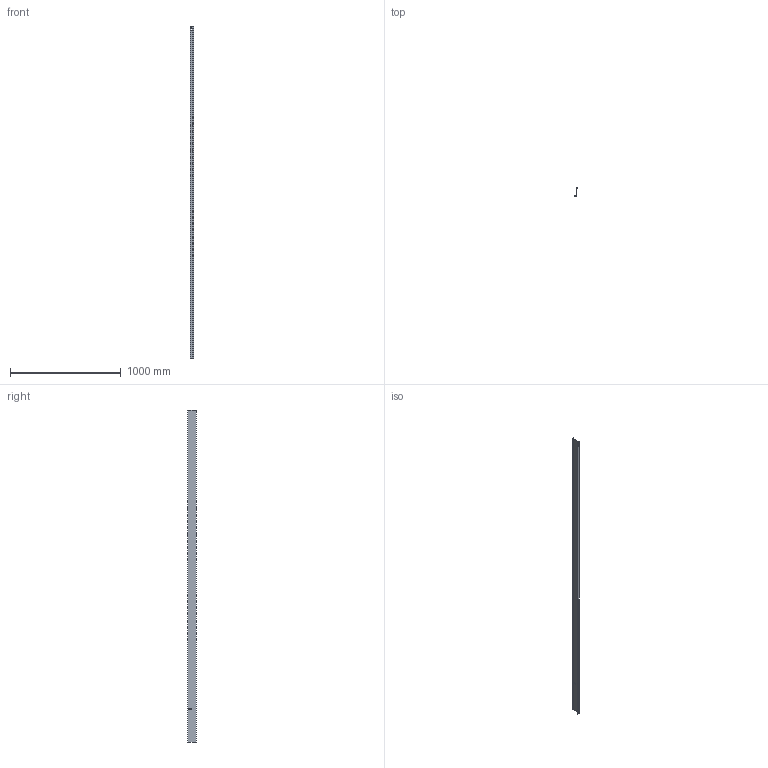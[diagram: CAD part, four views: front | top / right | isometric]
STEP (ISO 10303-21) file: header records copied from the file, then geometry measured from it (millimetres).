
FILE_DESCRIPTION (( 'STEP AP214' ), '1' );
FILE_NAME ('6062388.STEP', '2024-10-09T06:43:46', ( '' ), ( '' ), 'SwSTEP 2.0', 'SolidWorks 2022', '' );
FILE_SCHEMA (( 'AUTOMOTIVE_DESIGN' ));
Length unit declared in the file: millimetre
Products named in the file (1): 6062388
Bounding box: 34.5 x 80.05 x 3000 mm (x, y, z)
Volume: 508701.8 mm3; surface area: 685474.5 mm2
Topology: 1 solids, 1 shells, 28 faces, 74 edges, 48 vertices
Faces by surface type: plane 20, cylinder 8
Entity records: 908 total; most frequent: CARTESIAN_POINT 151, DIRECTION 148, ORIENTED_EDGE 148, EDGE_CURVE 74, LINE 58, VECTOR 58, VERTEX_POINT 48, AXIS2_PLACEMENT_3D 45
